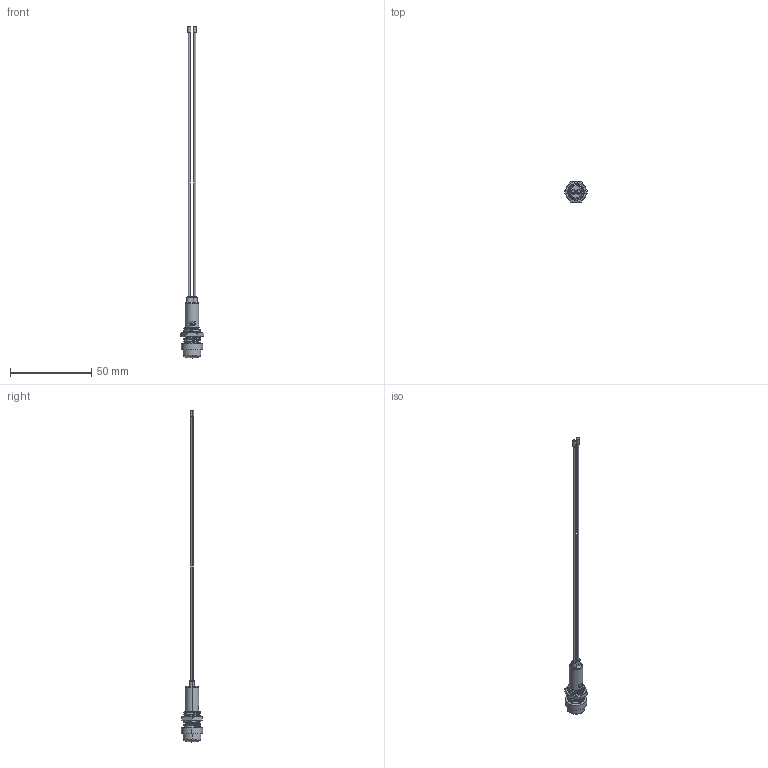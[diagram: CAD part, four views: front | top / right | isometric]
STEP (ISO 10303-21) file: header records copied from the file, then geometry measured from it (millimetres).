
FILE_DESCRIPTION((''),'2;1');
FILE_NAME('PL_ASM','2021-07-28T',('marketing.praksa'),('Audax d.o.o.'),'CREO PARAMETRIC BY PTC INC, 2017480','CREO PARAMETRIC BY PTC INC, 2017480','');
FILE_SCHEMA(('AUTOMOTIVE_DESIGN { 1 0 10303 214 1 1 1 1 }'));
Length unit declared in the file: millimetre
Products named in the file (7): PL_1; PL_2; BRW; PRT1742; LGHT; PRT1743; PL_ASM
Assembly tree (6 placements, depth 2):
  PL_ASM
    PL_1
    PL_2
    BRW
    PRT1742
    LGHT
    PRT1743
Bounding box: 14.4 x 13 x 204.2 mm (x, y, z)
Volume: 3245.9 mm3; surface area: 3905 mm2
Topology: 11 solids, 11 shells, 211 faces, 577 edges, 389 vertices
Faces by surface type: cylinder 100, plane 86, cone 10, bspline 10, sphere 3, torus 2
Entity records: 13952 total; most frequent: CARTESIAN_POINT 5144, ORIENTED_EDGE 1140, DIRECTION 944, PRESENTATION_STYLE_ASSIGNMENT 790, STYLED_ITEM 790, CURVE_STYLE 570, EDGE_CURVE 570, VERTEX_POINT 387
